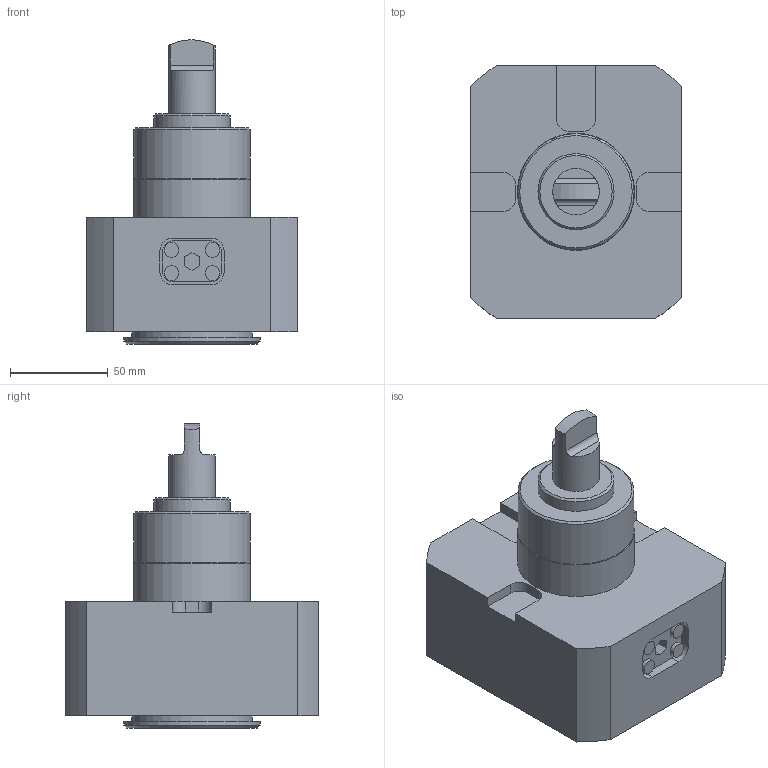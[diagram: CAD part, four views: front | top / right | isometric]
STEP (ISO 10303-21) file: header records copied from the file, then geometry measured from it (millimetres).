
FILE_DESCRIPTION(/* description */ (''),/* implementation_level */ '2;1');
FILE_NAME(/* name */ '1562136210210.stp',/* time_stamp */ '2019-07-03T08:43:35+02:00',/* author */ (''),/* organization */ ('SMS'),/* preprocessor_version */ 'ST-DEVELOPER v16.7',/* originating_system */ 'SIEMENS PLM Software NX 12.0',/* authorisation */ '');
FILE_SCHEMA (('AUTOMOTIVE_DESIGN { 1 0 10303 214 3 1 1 1 }'));
Length unit declared in the file: millimetre
Products named in the file (1): 200918519mod000_02
Bounding box: 108 x 130 x 156 mm (x, y, z)
Volume: 951996.6 mm3; surface area: 72402.9 mm2
Topology: 1 solids, 1 shells, 94 faces, 223 edges, 151 vertices
Faces by surface type: plane 53, cylinder 34, cone 6, bspline 1
Full cylindrical faces by diameter (mm): 2.5 x1, 7.58 x2, 7.6 x2, 23.8 x1, 31.6 x1, 39 x1, 59.6 x1, 60 x1, 62 x1, 68 x1, 70 x1
Entity records: 2902 total; most frequent: CARTESIAN_POINT 709, DIRECTION 452, ORIENTED_EDGE 402, EDGE_CURVE 201, AXIS2_PLACEMENT_3D 168, VERTEX_POINT 147, EDGE_LOOP 132, LINE 116
